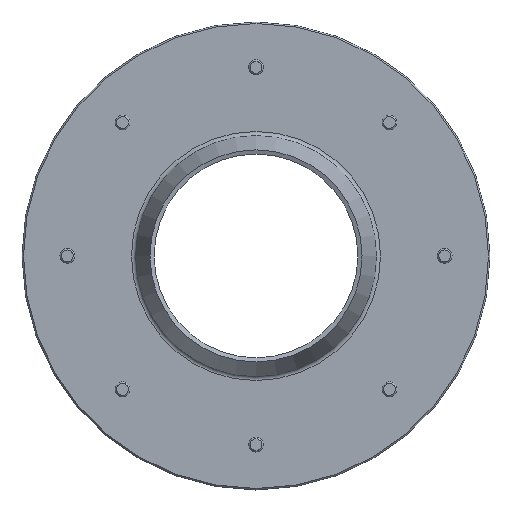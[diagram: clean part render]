
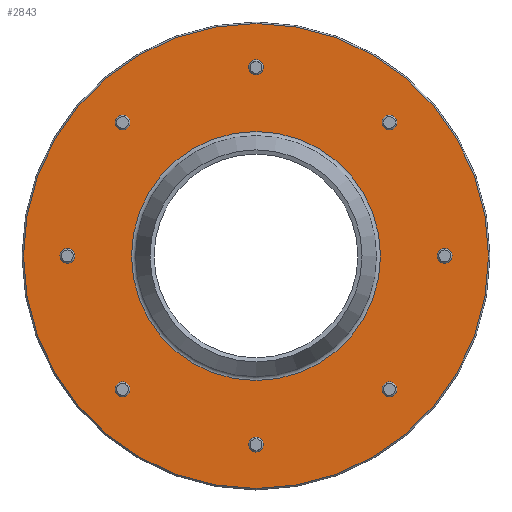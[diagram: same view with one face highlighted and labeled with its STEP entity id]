
A CAD part, top view. The second image highlights one B-rep face of the part: STEP entity #2843.
In plain terms, the highlighted planar face has unit normal (0, 0, 1).
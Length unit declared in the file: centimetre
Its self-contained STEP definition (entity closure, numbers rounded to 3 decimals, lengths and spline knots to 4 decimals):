
#653=FACE_BOUND('',#881,.T.);
#655=FACE_OUTER_BOUND('',#880,.T.);
#880=EDGE_LOOP('',(#1973));
#881=EDGE_LOOP('',(#1974));
#1107=CIRCLE('',#3080,156.5);
#1108=CIRCLE('',#3081,83.7927);
#1328=VERTEX_POINT('',#4632);
#1329=VERTEX_POINT('',#4634);
#1547=EDGE_CURVE('',#1328,#1328,#1107,.T.);
#1548=EDGE_CURVE('',#1329,#1329,#1108,.T.);
#1973=ORIENTED_EDGE('',*,*,#1547,.F.);
#1974=ORIENTED_EDGE('',*,*,#1548,.T.);
#2825=PLANE('',#3079);
#2843=ADVANCED_FACE('',(#655,#653),#2825,.T.);
#3079=AXIS2_PLACEMENT_3D('',#4631,#3530,#3531);
#3080=AXIS2_PLACEMENT_3D('',#4633,#3532,#3533);
#3081=AXIS2_PLACEMENT_3D('',#4635,#3534,#3535);
#3530=DIRECTION('center_axis',(0.,0.,
1.));
#3531=DIRECTION('ref_axis',(0.,-1.,0.));
#3532=DIRECTION('center_axis',(0.,0.,
-1.));
#3533=DIRECTION('ref_axis',(1.,0.,0.));
#3534=DIRECTION('center_axis',(0.,0.,
-1.));
#3535=DIRECTION('ref_axis',(1.,0.,0.));
#4631=CARTESIAN_POINT('Origin',(-179.3754,-80.0312,3.));
#4632=CARTESIAN_POINT('',(133.6246,-80.0312,3.));
#4633=CARTESIAN_POINT('Origin',(-22.8754,-80.0312,3.));
#4634=CARTESIAN_POINT('',(-22.8754,-163.8239,3.));
#4635=CARTESIAN_POINT('Origin',(-22.8754,-80.0312,3.));
